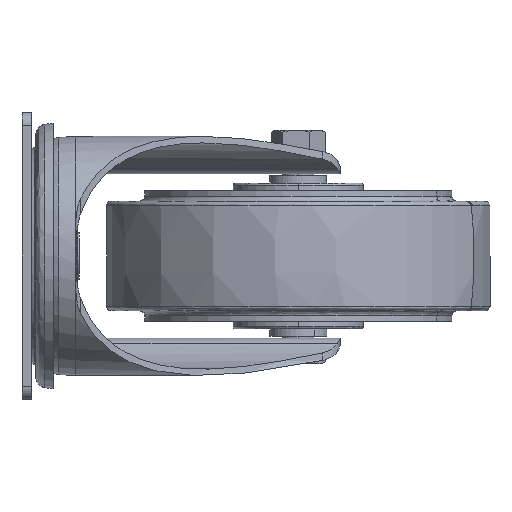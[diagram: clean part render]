
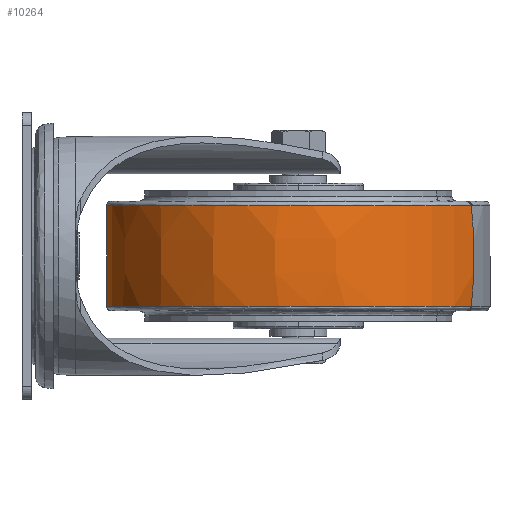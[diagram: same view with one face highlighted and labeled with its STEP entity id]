
A CAD part, left-side view. The second image highlights one B-rep face of the part: STEP entity #10264.
In plain terms, the highlighted free-form (B-spline) face has degree [3, 3] with [4, 4] control points.
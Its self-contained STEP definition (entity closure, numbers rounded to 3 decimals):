
#19 = AXIS2_PLACEMENT_3D ( 'NONE', #31935, #5971, #26202 ) ;
#1013 = DIRECTION ( 'NONE',  ( 0.435, 0.9, 0. ) ) ;
#1093 =( BOUNDED_SURFACE ( )  B_SPLINE_SURFACE ( 3, 3, ( 
 ( #21749, #27534, #13465, #1833 ),
 ( #21982, #24758, #19345, #7668 ),
 ( #16353, #36526, #31981, #25122 ),
 ( #20353, #17591, #3095, #10793 ) ),
 .UNSPECIFIED., .F., .F., .T. ) 
 B_SPLINE_SURFACE_WITH_KNOTS ( ( 4, 4 ),
 ( 4, 4 ),
 ( 0., 1. ),
 ( 0., 1. ),
 .UNSPECIFIED. ) 
 GEOMETRIC_REPRESENTATION_ITEM ( )  RATIONAL_B_SPLINE_SURFACE ( (
 ( 1., 0.333, 0.333, 1.),
 ( 0.994, 0.331, 0.331, 0.994),
 ( 0.994, 0.331, 0.331, 0.994),
 ( 1., 0.333, 0.333, 1.) ) ) 
 REPRESENTATION_ITEM ( '' )  SURFACE ( )  );
#1128 = CARTESIAN_POINT ( 'NONE',  ( 52., -101., 19.261 ) ) ;
#1833 = CARTESIAN_POINT ( 'NONE',  ( 19.89, -167.381, 19.261 ) ) ;
#3095 = CARTESIAN_POINT ( 'NONE',  ( -112.872, -103.161, -19.261 ) ) ;
#3897 = CARTESIAN_POINT ( 'NONE',  ( 83.679, -35.51, 0. ) ) ;
#5971 = DIRECTION ( 'NONE',  ( -0.9, 0.435, 0. ) ) ;
#6511 = DIRECTION ( 'NONE',  ( 0.435, 0.9, 0. ) ) ;
#7462 = FACE_OUTER_BOUND ( 'NONE', #15949, .T. ) ;
#7668 = CARTESIAN_POINT ( 'NONE',  ( 19.157, -168.896, 6.457 ) ) ;
#10264 = ADVANCED_FACE ( 'NONE', ( #7462 ), #1093, .T. ) ;
#10344 = AXIS2_PLACEMENT_3D ( 'NONE', #1128, #17900, #1013 ) ;
#10793 = CARTESIAN_POINT ( 'NONE',  ( 19.89, -167.381, -19.261 ) ) ;
#10818 = EDGE_CURVE ( 'NONE', #32916, #14459, #34033, .T. ) ;
#12505 = DIRECTION ( 'NONE',  ( 0.9, -0.435, 0. ) ) ;
#13320 = EDGE_CURVE ( 'NONE', #31286, #34631, #17712, .T. ) ;
#13465 = CARTESIAN_POINT ( 'NONE',  ( -112.872, -103.161, 19.261 ) ) ;
#14459 = VERTEX_POINT ( 'NONE', #29869 ) ;
#14778 = AXIS2_PLACEMENT_3D ( 'NONE', #23606, #29537, #6511 ) ;
#15160 = CARTESIAN_POINT ( 'NONE',  ( 84.11, -34.619, 19.261 ) ) ;
#15949 = EDGE_LOOP ( 'NONE', ( #28923, #25658, #34926, #24020 ) ) ;
#16313 = CIRCLE ( 'NONE', #10344, 73.739 ) ;
#16353 = CARTESIAN_POINT ( 'NONE',  ( 84.843, -33.104, -6.457 ) ) ;
#17591 = CARTESIAN_POINT ( 'NONE',  ( -48.652, 29.601, -19.261 ) ) ;
#17712 = CIRCLE ( 'NONE', #22504, 147.75 ) ;
#17900 = DIRECTION ( 'NONE',  ( 0., 0., -1. ) ) ;
#18305 = CARTESIAN_POINT ( 'NONE',  ( 19.89, -167.381, 19.261 ) ) ;
#19345 = CARTESIAN_POINT ( 'NONE',  ( -116.636, -103.211, 6.457 ) ) ;
#20353 = CARTESIAN_POINT ( 'NONE',  ( 84.11, -34.619, -19.261 ) ) ;
#21749 = CARTESIAN_POINT ( 'NONE',  ( 84.11, -34.619, 19.261 ) ) ;
#21982 = CARTESIAN_POINT ( 'NONE',  ( 84.843, -33.104, 6.457 ) ) ;
#22504 = AXIS2_PLACEMENT_3D ( 'NONE', #3897, #12505, #32929 ) ;
#23606 = CARTESIAN_POINT ( 'NONE',  ( 52., -101., -19.261 ) ) ;
#24020 = ORIENTED_EDGE ( 'NONE', *, *, #27092, .T. ) ;
#24758 = CARTESIAN_POINT ( 'NONE',  ( -50.95, 32.582, 6.457 ) ) ;
#25122 = CARTESIAN_POINT ( 'NONE',  ( 19.157, -168.896, -6.457 ) ) ;
#25658 = ORIENTED_EDGE ( 'NONE', *, *, #34463, .T. ) ;
#26202 = DIRECTION ( 'NONE',  ( 0.435, 0.9, 0. ) ) ;
#26731 = CIRCLE ( 'NONE', #14778, 73.739 ) ;
#27092 = EDGE_CURVE ( 'NONE', #14459, #34631, #26731, .T. ) ;
#27534 = CARTESIAN_POINT ( 'NONE',  ( -48.652, 29.601, 19.261 ) ) ;
#28923 = ORIENTED_EDGE ( 'NONE', *, *, #13320, .F. ) ;
#29537 = DIRECTION ( 'NONE',  ( 0., 0., 1. ) ) ;
#29869 = CARTESIAN_POINT ( 'NONE',  ( 84.11, -34.619, -19.261 ) ) ;
#30606 = CARTESIAN_POINT ( 'NONE',  ( 19.89, -167.381, -19.261 ) ) ;
#31286 = VERTEX_POINT ( 'NONE', #18305 ) ;
#31935 = CARTESIAN_POINT ( 'NONE',  ( 20.321, -166.49, 0. ) ) ;
#31981 = CARTESIAN_POINT ( 'NONE',  ( -116.636, -103.211, -6.457 ) ) ;
#32916 = VERTEX_POINT ( 'NONE', #15160 ) ;
#32929 = DIRECTION ( 'NONE',  ( -0.435, -0.9, 0. ) ) ;
#34033 = CIRCLE ( 'NONE', #19, 147.75 ) ;
#34463 = EDGE_CURVE ( 'NONE', #31286, #32916, #16313, .T. ) ;
#34631 = VERTEX_POINT ( 'NONE', #30606 ) ;
#34926 = ORIENTED_EDGE ( 'NONE', *, *, #10818, .T. ) ;
#36526 = CARTESIAN_POINT ( 'NONE',  ( -50.95, 32.582, -6.457 ) ) ;
